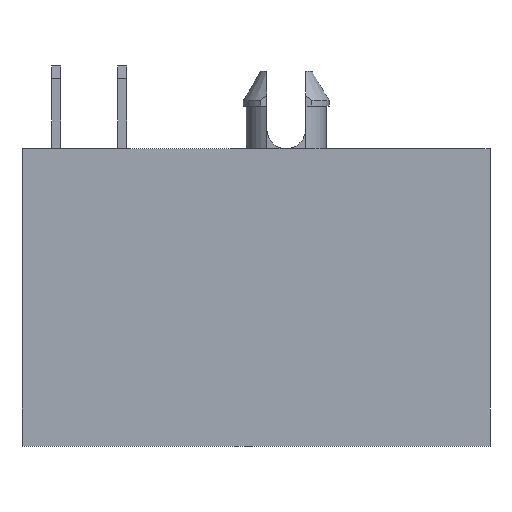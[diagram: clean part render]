
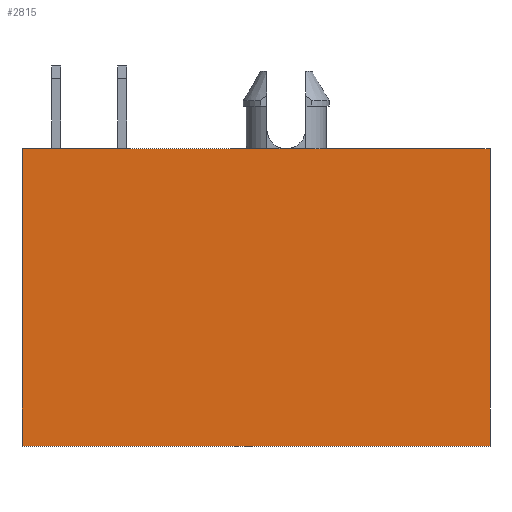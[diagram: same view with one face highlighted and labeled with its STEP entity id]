
A CAD part, left-side view. The second image highlights one B-rep face of the part: STEP entity #2815.
In plain terms, the highlighted planar face has unit normal (-1, 0, 0).
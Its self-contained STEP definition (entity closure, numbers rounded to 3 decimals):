
#14=DIRECTION('',(0.,-1.,0.));
#15=VECTOR('',#14,18.1);
#16=CARTESIAN_POINT('',(-7.5,0.,0.));
#17=LINE('',#16,#15);
#18=DIRECTION('',(0.,0.,-1.));
#19=VECTOR('',#18,11.5);
#20=CARTESIAN_POINT('',(-7.5,-18.1,0.));
#21=LINE('',#20,#19);
#22=DIRECTION('',(0.,1.,0.));
#23=VECTOR('',#22,18.1);
#24=CARTESIAN_POINT('',(-7.5,-18.1,-11.5));
#25=LINE('',#24,#23);
#26=DIRECTION('',(0.,0.,1.));
#27=VECTOR('',#26,11.5);
#28=CARTESIAN_POINT('',(-7.5,0.,-11.5));
#29=LINE('',#28,#27);
#2152=CARTESIAN_POINT('',(-7.5,0.,0.));
#2153=CARTESIAN_POINT('',(-7.5,-18.1,0.));
#2154=VERTEX_POINT('',#2152);
#2155=VERTEX_POINT('',#2153);
#2156=CARTESIAN_POINT('',(-7.5,-18.1,-11.5));
#2157=VERTEX_POINT('',#2156);
#2158=CARTESIAN_POINT('',(-7.5,0.,-11.5));
#2159=VERTEX_POINT('',#2158);
#2800=CARTESIAN_POINT('',(-7.5,0.,0.));
#2801=DIRECTION('',(1.,0.,0.));
#2802=DIRECTION('',(0.,-1.,0.));
#2803=AXIS2_PLACEMENT_3D('',#2800,#2801,#2802);
#2804=PLANE('',#2803);
#2806=ORIENTED_EDGE('',*,*,#2805,.T.);
#2808=ORIENTED_EDGE('',*,*,#2807,.T.);
#2810=ORIENTED_EDGE('',*,*,#2809,.T.);
#2812=ORIENTED_EDGE('',*,*,#2811,.T.);
#2813=EDGE_LOOP('',(#2806,#2808,#2810,#2812));
#2814=FACE_OUTER_BOUND('',#2813,.F.);
#2815=ADVANCED_FACE('',(#2814),#2804,.F.);
#2805=EDGE_CURVE('',#2154,#2155,#17,.T.);
#2807=EDGE_CURVE('',#2155,#2157,#21,.T.);
#2809=EDGE_CURVE('',#2157,#2159,#25,.T.);
#2811=EDGE_CURVE('',#2159,#2154,#29,.T.);
